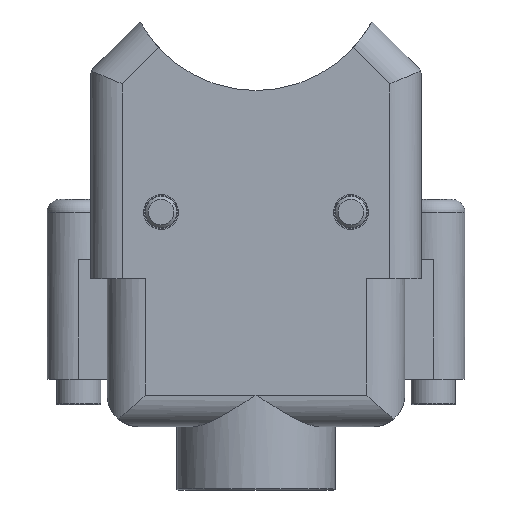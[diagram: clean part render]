
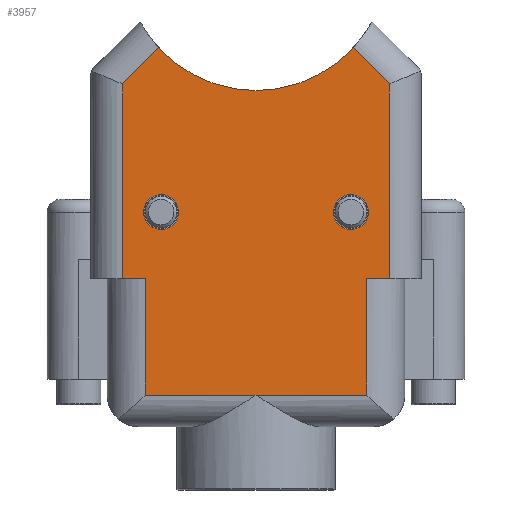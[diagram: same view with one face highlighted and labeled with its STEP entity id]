
A CAD part, front view. The second image highlights one B-rep face of the part: STEP entity #3957.
In plain terms, the highlighted planar face has unit normal (0, -1, 0).
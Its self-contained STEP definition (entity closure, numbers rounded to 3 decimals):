
#272=LINE('',#5706,#517);
#278=LINE('',#5727,#523);
#280=LINE('',#5750,#525);
#281=LINE('',#5760,#526);
#330=LINE('',#5936,#575);
#335=LINE('',#5951,#580);
#336=LINE('',#5952,#581);
#337=LINE('',#5953,#582);
#338=LINE('',#5954,#583);
#339=LINE('',#5956,#584);
#517=VECTOR('',#4644,1000.);
#523=VECTOR('',#4668,1000.);
#525=VECTOR('',#4676,1000.);
#526=VECTOR('',#4679,1000.);
#575=VECTOR('',#4790,1000.);
#580=VECTOR('',#4803,1000.);
#581=VECTOR('',#4804,1000.);
#582=VECTOR('',#4805,1000.);
#583=VECTOR('',#4806,1000.);
#584=VECTOR('',#4807,1000.);
#970=ORIENTED_EDGE('',*,*,#1756,.F.);
#971=ORIENTED_EDGE('',*,*,#1757,.F.);
#972=ORIENTED_EDGE('',*,*,#1758,.T.);
#973=ORIENTED_EDGE('',*,*,#1677,.F.);
#974=ORIENTED_EDGE('',*,*,#1675,.F.);
#975=ORIENTED_EDGE('',*,*,#1759,.F.);
#976=ORIENTED_EDGE('',*,*,#1657,.F.);
#977=ORIENTED_EDGE('',*,*,#1751,.T.);
#978=ORIENTED_EDGE('',*,*,#1760,.T.);
#979=ORIENTED_EDGE('',*,*,#1555,.T.);
#980=ORIENTED_EDGE('',*,*,#1761,.F.);
#981=ORIENTED_EDGE('',*,*,#1762,.F.);
#982=ORIENTED_EDGE('',*,*,#1669,.F.);
#1555=EDGE_CURVE('',#1975,#1974,#2230,.T.);
#1657=EDGE_CURVE('',#2058,#2059,#272,.T.);
#1669=EDGE_CURVE('',#2064,#2065,#278,.T.);
#1675=EDGE_CURVE('',#2070,#2067,#280,.T.);
#1677=EDGE_CURVE('',#2067,#2072,#281,.T.);
#1751=EDGE_CURVE('',#2058,#2122,#330,.F.);
#1756=EDGE_CURVE('',#2127,#2127,#2264,.T.);
#1757=EDGE_CURVE('',#2128,#2128,#2265,.T.);
#1758=EDGE_CURVE('',#2064,#2072,#335,.T.);
#1759=EDGE_CURVE('',#2059,#2070,#336,.T.);
#1760=EDGE_CURVE('',#2122,#1975,#337,.T.);
#1761=EDGE_CURVE('',#2129,#1974,#338,.T.);
#1762=EDGE_CURVE('',#2065,#2129,#339,.F.);
#1974=VERTEX_POINT('',#5420);
#1975=VERTEX_POINT('',#5422);
#2058=VERTEX_POINT('',#5705);
#2059=VERTEX_POINT('',#5707);
#2064=VERTEX_POINT('',#5726);
#2065=VERTEX_POINT('',#5728);
#2067=VERTEX_POINT('',#5739);
#2070=VERTEX_POINT('',#5749);
#2072=VERTEX_POINT('',#5761);
#2122=VERTEX_POINT('',#5935);
#2127=VERTEX_POINT('',#5948);
#2128=VERTEX_POINT('',#5950);
#2129=VERTEX_POINT('',#5955);
#2230=CIRCLE('',#4144,20.8);
#2264=CIRCLE('',#4215,2.75);
#2265=CIRCLE('',#4216,2.75);
#2377=EDGE_LOOP('',(#970));
#2378=EDGE_LOOP('',(#971));
#2379=EDGE_LOOP('',(#972,#973,#974,#975,#976,#977,#978,#979,#980,#981,#982));
#2598=FACE_BOUND('',#2377,.T.);
#2599=FACE_BOUND('',#2378,.T.);
#2600=FACE_BOUND('',#2379,.T.);
#2804=PLANE('',#4214);
#3957=ADVANCED_FACE('',(#2598,#2599,#2600),#2804,.F.);
#4144=AXIS2_PLACEMENT_3D('',#5421,#4521,#4522);
#4214=AXIS2_PLACEMENT_3D('',#5946,#4797,#4798);
#4215=AXIS2_PLACEMENT_3D('',#5947,#4799,#4800);
#4216=AXIS2_PLACEMENT_3D('',#5949,#4801,#4802);
#4521=DIRECTION('',(0.,1.,0.));
#4522=DIRECTION('',(1.,0.,0.));
#4644=DIRECTION('',(-1.,0.,0.));
#4668=DIRECTION('',(-1.,0.,0.));
#4676=DIRECTION('',(-1.,0.,0.));
#4679=DIRECTION('',(-1.,0.,0.));
#4790=DIRECTION('',(0.,0.,-1.));
#4797=DIRECTION('',(0.,1.,0.));
#4798=DIRECTION('',(0.,0.,1.));
#4799=DIRECTION('',(0.,-1.,0.));
#4800=DIRECTION('',(0.,0.,-1.));
#4801=DIRECTION('',(0.,-1.,0.));
#4802=DIRECTION('',(0.,0.,-1.));
#4803=DIRECTION('',(0.,0.,-1.));
#4804=DIRECTION('',(0.,0.,-1.));
#4805=DIRECTION('',(-0.707,0.,0.707));
#4806=DIRECTION('',(0.707,0.,0.707));
#4807=DIRECTION('',(0.,0.,-1.));
#5420=CARTESIAN_POINT('',(-15.357,0.,59.871));
#5421=CARTESIAN_POINT('',(0.,0.,73.9));
#5422=CARTESIAN_POINT('',(15.357,0.,59.871));
#5705=CARTESIAN_POINT('',(21.085,0.,23.4));
#5706=CARTESIAN_POINT('',(26.085,0.,23.4));
#5707=CARTESIAN_POINT('',(17.5,0.,23.4));
#5726=CARTESIAN_POINT('',(-17.5,0.,23.4));
#5727=CARTESIAN_POINT('',(26.085,0.,23.4));
#5728=CARTESIAN_POINT('',(-21.085,0.,23.4));
#5739=CARTESIAN_POINT('',(0.,0.,5.));
#5749=CARTESIAN_POINT('',(17.5,0.,5.));
#5750=CARTESIAN_POINT('',(30.,0.,5.));
#5760=CARTESIAN_POINT('',(30.,0.,5.));
#5761=CARTESIAN_POINT('',(-17.5,0.,5.));
#5935=CARTESIAN_POINT('',(21.085,0.,54.142));
#5936=CARTESIAN_POINT('',(21.085,0.,64.));
#5946=CARTESIAN_POINT('',(-25.045,0.,55.777));
#5947=CARTESIAN_POINT('',(-15.,0.,33.9));
#5948=CARTESIAN_POINT('',(-15.,0.,31.15));
#5949=CARTESIAN_POINT('',(15.,0.,33.9));
#5950=CARTESIAN_POINT('',(15.,0.,31.15));
#5951=CARTESIAN_POINT('',(-17.5,0.,23.4));
#5952=CARTESIAN_POINT('',(17.5,0.,23.4));
#5953=CARTESIAN_POINT('',(40.969,0.,34.258));
#5954=CARTESIAN_POINT('',(-40.969,0.,34.258));
#5955=CARTESIAN_POINT('',(-21.085,0.,54.142));
#5956=CARTESIAN_POINT('',(-21.085,0.,64.));
